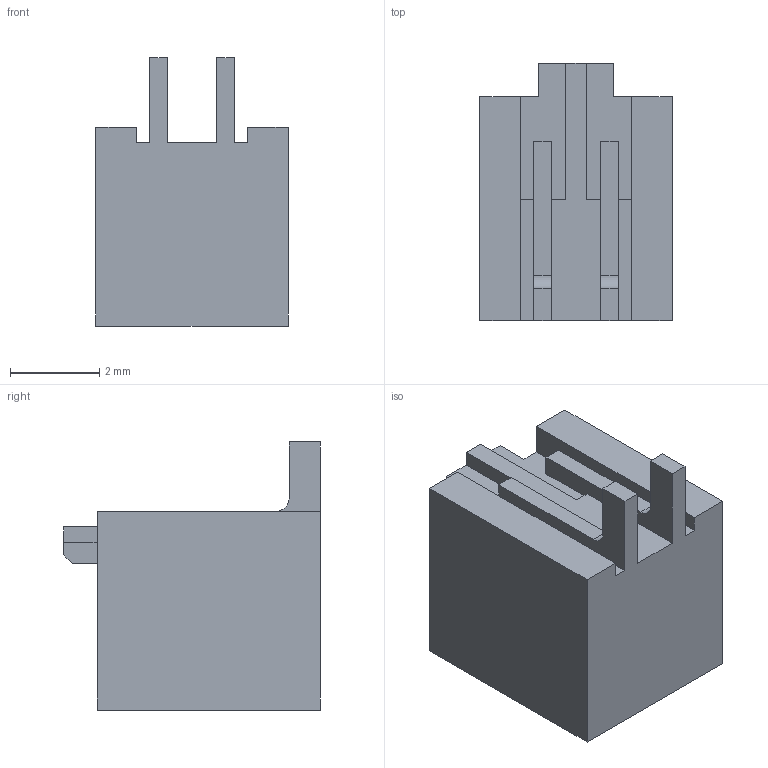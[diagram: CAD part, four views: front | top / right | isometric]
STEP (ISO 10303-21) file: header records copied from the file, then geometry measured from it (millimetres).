
FILE_DESCRIPTION( ( 'STEP AP203' ), '1' );
FILE_NAME( '874370243.stp', '2020-08-21T07:11:04', ( 'License CC BY-ND 4.0' ), ( 'CADENAS' ), ' ', 'PARTsolutions', ' ' );
FILE_SCHEMA( ( 'CONFIG_CONTROL_DESIGN' ) );
Length unit declared in the file: millimetre
Products named in the file (2): 874370243; 1
Assembly tree (1 placements, depth 2):
  874370243
    1
Bounding box: 4.3 x 5.75 x 6 mm (x, y, z)
Volume: 59.3 mm3; surface area: 205.4 mm2
Topology: 1 solids, 1 shells, 74 faces, 202 edges, 132 vertices
Faces by surface type: plane 72, cylinder 2
Entity records: 2365 total; most frequent: CARTESIAN_POINT 410, ORIENTED_EDGE 404, DIRECTION 358, EDGE_CURVE 202, LINE 198, VECTOR 198, VERTEX_POINT 132, AXIS2_PLACEMENT_3D 80
